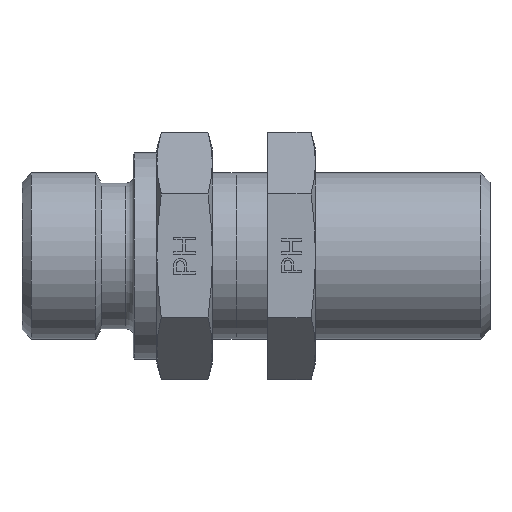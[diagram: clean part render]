
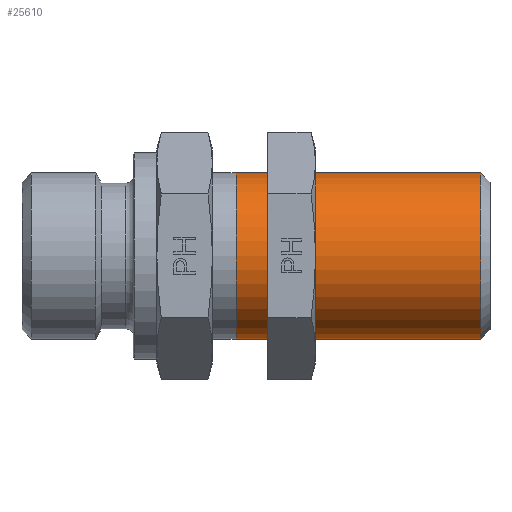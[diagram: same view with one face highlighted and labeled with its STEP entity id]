
A CAD part, top view. The second image highlights one B-rep face of the part: STEP entity #25610.
In plain terms, the highlighted cylindrical face has radius 10.477 mm (diameter 20.955 mm), a partial arc.
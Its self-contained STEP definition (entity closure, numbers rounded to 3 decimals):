
#6590=CARTESIAN_POINT('',(40.919,0.,0.));
#6600=DIRECTION('',(1.,-0.,-0.));
#6610=DIRECTION('',(-0.,-1.,0.));
#6620=AXIS2_PLACEMENT_3D('',#6590,#6600,#6610);
#6630=CYLINDRICAL_SURFACE('',#6620,10.478);
#6680=CARTESIAN_POINT('',(27.,10.478,0.));
#6690=VERTEX_POINT('',#6680);
#6720=CARTESIAN_POINT('',(27.,0.,0.));
#6730=DIRECTION('',(1.,-0.,-0.));
#6740=DIRECTION('',(-0.,-1.,0.));
#6750=AXIS2_PLACEMENT_3D('',#6720,#6730,#6740);
#6760=CIRCLE('',#6750,10.478);
#6770=CARTESIAN_POINT('',(27.,-10.478,0.));
#6780=VERTEX_POINT('',#6770);
#6790=EDGE_CURVE('',#6690,#6780,#6760,.T.);
#7000=CARTESIAN_POINT('',(57.838,-10.478,0.));
#7010=VERTEX_POINT('',#7000);
#7090=CARTESIAN_POINT('',(57.838,10.478,0.));
#7100=VERTEX_POINT('',#7090);
#7130=CARTESIAN_POINT('',(57.838,0.,0.));
#7140=DIRECTION('',(-1.,0.,0.));
#7150=DIRECTION('',(0.,1.,0.));
#7160=AXIS2_PLACEMENT_3D('',#7130,#7140,#7150);
#7170=CIRCLE('',#7160,10.478);
#7280=CARTESIAN_POINT('',(40.919,-10.478,0.));
#7290=DIRECTION('',(1.,-0.,-0.));
#7300=VECTOR('',#7290,1.);
#7310=LINE('',#7280,#7300);
#7320=EDGE_CURVE('',#6780,#7010,#7310,.T.);
#7350=CARTESIAN_POINT('',(40.919,10.478,0.));
#7360=DIRECTION('',(1.,-0.,-0.));
#7370=VECTOR('',#7360,1.);
#7380=LINE('',#7350,#7370);
#7390=EDGE_CURVE('',#6690,#7100,#7380,.T.);
#25300=EDGE_CURVE('',#7010,#7100,#7170,.T.);
#25550=ORIENTED_EDGE('',*,*,#6790,.T.);
#25560=ORIENTED_EDGE('',*,*,#7390,.F.);
#25570=ORIENTED_EDGE('',*,*,#25300,.T.);
#25580=ORIENTED_EDGE('',*,*,#7320,.T.);
#25590=EDGE_LOOP('',(#25580,#25570,#25560,#25550));
#25600=FACE_OUTER_BOUND('',#25590,.T.);
#25610=ADVANCED_FACE('',(#25600),#6630,.T.);
